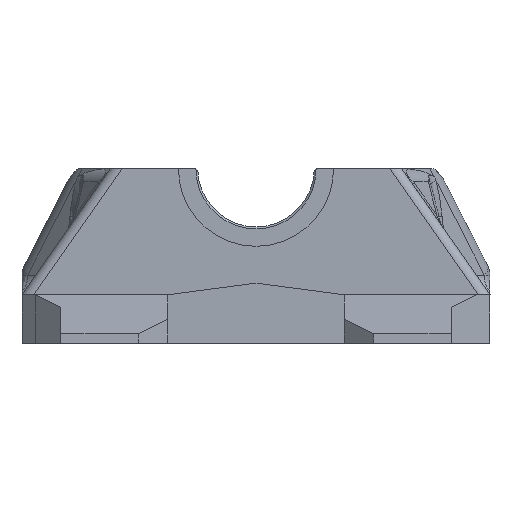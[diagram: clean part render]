
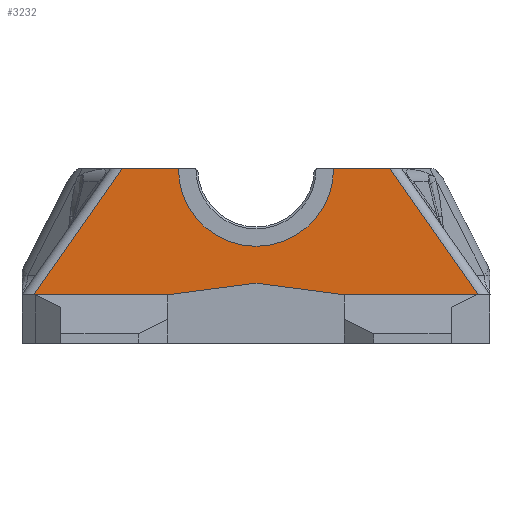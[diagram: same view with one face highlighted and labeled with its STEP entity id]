
A CAD part, front view. The second image highlights one B-rep face of the part: STEP entity #3232.
In plain terms, the highlighted planar face has unit normal (0, -1, 0).
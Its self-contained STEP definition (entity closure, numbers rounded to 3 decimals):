
#75=PLANE('',#3478);
#243=LINE('',#5373,#534);
#249=LINE('',#5391,#540);
#250=LINE('',#5394,#541);
#251=LINE('',#5397,#542);
#252=LINE('',#5399,#543);
#253=LINE('',#5401,#544);
#254=LINE('',#5403,#545);
#255=LINE('',#5404,#546);
#534=VECTOR('',#3995,10.);
#540=VECTOR('',#4011,10.);
#541=VECTOR('',#4014,10.);
#542=VECTOR('',#4017,10.);
#543=VECTOR('',#4018,10.);
#544=VECTOR('',#4019,10.);
#545=VECTOR('',#4020,10.);
#546=VECTOR('',#4021,10.);
#876=FACE_OUTER_BOUND('',#1064,.T.);
#1064=EDGE_LOOP('',(#2445,#2446,#2447,#2448,#2449,#2450,#2451,#2452,#2453));
#1308=CIRCLE('',#3479,8.);
#1492=VERTEX_POINT('',#5367);
#1494=VERTEX_POINT('',#5371);
#1498=VERTEX_POINT('',#5384);
#1501=VERTEX_POINT('',#5389);
#1502=VERTEX_POINT('',#5393);
#1503=VERTEX_POINT('',#5395);
#1504=VERTEX_POINT('',#5398);
#1505=VERTEX_POINT('',#5400);
#1506=VERTEX_POINT('',#5402);
#1854=EDGE_CURVE('',#1494,#1492,#243,.T.);
#1863=EDGE_CURVE('',#1501,#1498,#249,.T.);
#1864=EDGE_CURVE('',#1502,#1494,#250,.T.);
#1865=EDGE_CURVE('',#1502,#1503,#1308,.T.);
#1866=EDGE_CURVE('',#1498,#1503,#251,.T.);
#1867=EDGE_CURVE('',#1504,#1501,#252,.T.);
#1868=EDGE_CURVE('',#1504,#1505,#253,.T.);
#1869=EDGE_CURVE('',#1505,#1506,#254,.T.);
#1870=EDGE_CURVE('',#1492,#1506,#255,.T.);
#2445=ORIENTED_EDGE('',*,*,#1854,.F.);
#2446=ORIENTED_EDGE('',*,*,#1864,.F.);
#2447=ORIENTED_EDGE('',*,*,#1865,.T.);
#2448=ORIENTED_EDGE('',*,*,#1866,.F.);
#2449=ORIENTED_EDGE('',*,*,#1863,.F.);
#2450=ORIENTED_EDGE('',*,*,#1867,.F.);
#2451=ORIENTED_EDGE('',*,*,#1868,.T.);
#2452=ORIENTED_EDGE('',*,*,#1869,.T.);
#2453=ORIENTED_EDGE('',*,*,#1870,.F.);
#3232=ADVANCED_FACE('',(#876),#75,.T.);
#3478=AXIS2_PLACEMENT_3D('',#5392,#4012,#4013);
#3479=AXIS2_PLACEMENT_3D('',#5396,#4015,#4016);
#3995=DIRECTION('',(0.574,0.,-0.819));
#4011=DIRECTION('',(0.574,0.,0.819));
#4012=DIRECTION('center_axis',(0.,-1.,0.));
#4013=DIRECTION('ref_axis',(1.,0.,0.));
#4014=DIRECTION('',(1.,0.,0.));
#4015=DIRECTION('center_axis',(0.,1.,0.));
#4016=DIRECTION('ref_axis',(-1.,0.,0.));
#4017=DIRECTION('',(1.,0.,0.));
#4018=DIRECTION('',(-1.,0.,0.));
#4019=DIRECTION('',(0.991,0.,0.131));
#4020=DIRECTION('',(0.991,0.,-0.131));
#4021=DIRECTION('',(-1.,0.,0.));
#5367=CARTESIAN_POINT('',(22.893,-1.851,18.5));
#5371=CARTESIAN_POINT('',(13.779,-1.851,31.5));
#5373=CARTESIAN_POINT('',(16.85,-1.851,27.119));
#5384=CARTESIAN_POINT('',(-13.779,-1.851,31.5));
#5389=CARTESIAN_POINT('',(-22.893,-1.851,18.5));
#5391=CARTESIAN_POINT('',(-21.794,-1.851,20.068));
#5392=CARTESIAN_POINT('Origin',(-15.,-1.851,18.5));
#5393=CARTESIAN_POINT('',(8.,-1.851,31.5));
#5394=CARTESIAN_POINT('',(15.,-1.851,31.5));
#5395=CARTESIAN_POINT('',(-8.,-1.851,31.5));
#5396=CARTESIAN_POINT('Origin',(0.,-1.851,
31.5));
#5397=CARTESIAN_POINT('',(15.,-1.851,31.5));
#5398=CARTESIAN_POINT('',(-9.114,-1.851,18.5));
#5399=CARTESIAN_POINT('',(-22.97,-1.851,18.5));
#5400=CARTESIAN_POINT('',(0.,-1.851,19.7));
#5401=CARTESIAN_POINT('',(-12.007,-1.851,18.119));
#5402=CARTESIAN_POINT('',(9.114,-1.851,18.5));
#5403=CARTESIAN_POINT('',(-7.295,-1.851,20.66));
#5404=CARTESIAN_POINT('',(-12.057,-1.851,18.5));
